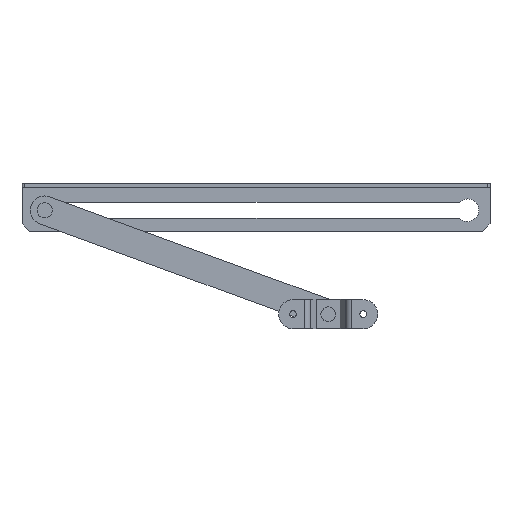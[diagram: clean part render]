
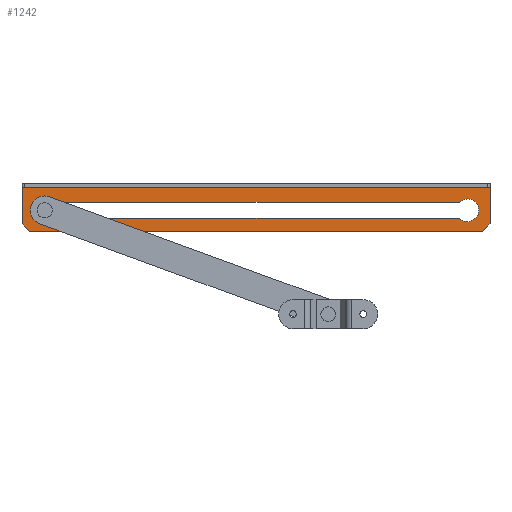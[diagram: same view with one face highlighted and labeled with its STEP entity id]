
A CAD part, front view. The second image highlights one B-rep face of the part: STEP entity #1242.
In plain terms, the highlighted face is planar.
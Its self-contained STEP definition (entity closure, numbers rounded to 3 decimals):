
#79=LINE('',#1937,#157);
#83=LINE('',#1949,#161);
#91=LINE('',#1973,#169);
#94=LINE('',#1983,#172);
#99=LINE('',#1993,#177);
#102=LINE('',#1999,#180);
#105=LINE('',#2005,#183);
#109=LINE('',#2011,#187);
#157=VECTOR('',#1521,269.288);
#161=VECTOR('',#1533,269.288);
#169=VECTOR('',#1557,310.);
#172=VECTOR('',#1568,24.);
#177=VECTOR('',#1575,7.071);
#180=VECTOR('',#1580,300.);
#183=VECTOR('',#1585,7.071);
#187=VECTOR('',#1591,24.);
#243=PLANE('',#1352);
#321=FACE_BOUND('',#477,.T.);
#380=FACE_OUTER_BOUND('',#476,.T.);
#476=EDGE_LOOP('',(#997,#998,#999,#1000,#1001,#1002));
#477=EDGE_LOOP('',(#1003,#1004,#1005,#1006));
#589=CIRCLE('',#1333,7.5);
#591=CIRCLE('',#1337,7.5);
#661=VERTEX_POINT('',#1934);
#662=VERTEX_POINT('',#1936);
#664=VERTEX_POINT('',#1942);
#666=VERTEX_POINT('',#1948);
#673=VERTEX_POINT('',#1970);
#674=VERTEX_POINT('',#1972);
#677=VERTEX_POINT('',#1982);
#681=VERTEX_POINT('',#1992);
#683=VERTEX_POINT('',#1998);
#685=VERTEX_POINT('',#2004);
#776=EDGE_CURVE('',#662,#661,#79,.T.);
#779=EDGE_CURVE('',#664,#662,#589,.T.);
#782=EDGE_CURVE('',#666,#664,#83,.T.);
#785=EDGE_CURVE('',#661,#666,#591,.T.);
#794=EDGE_CURVE('',#674,#673,#91,.T.);
#799=EDGE_CURVE('',#677,#674,#94,.T.);
#804=EDGE_CURVE('',#681,#677,#99,.T.);
#807=EDGE_CURVE('',#683,#681,#102,.T.);
#810=EDGE_CURVE('',#685,#683,#105,.T.);
#814=EDGE_CURVE('',#673,#685,#109,.T.);
#997=ORIENTED_EDGE('',*,*,#794,.T.);
#998=ORIENTED_EDGE('',*,*,#814,.T.);
#999=ORIENTED_EDGE('',*,*,#810,.T.);
#1000=ORIENTED_EDGE('',*,*,#807,.T.);
#1001=ORIENTED_EDGE('',*,*,#804,.T.);
#1002=ORIENTED_EDGE('',*,*,#799,.T.);
#1003=ORIENTED_EDGE('',*,*,#782,.T.);
#1004=ORIENTED_EDGE('',*,*,#779,.T.);
#1005=ORIENTED_EDGE('',*,*,#776,.T.);
#1006=ORIENTED_EDGE('',*,*,#785,.T.);
#1242=ADVANCED_FACE('',(#380,#321),#243,.T.);
#1333=AXIS2_PLACEMENT_3D('',#1943,#1527,#1528);
#1337=AXIS2_PLACEMENT_3D('',#1953,#1539,#1540);
#1352=AXIS2_PLACEMENT_3D('',#2014,#1595,#1596);
#1521=DIRECTION('',(-1.,0.,0.));
#1527=DIRECTION('center_axis',(0.,-1.,0.));
#1528=DIRECTION('ref_axis',(1.,0.,0.));
#1533=DIRECTION('',(1.,0.,0.));
#1539=DIRECTION('center_axis',(0.,-1.,0.));
#1540=DIRECTION('ref_axis',(1.,0.,0.));
#1557=DIRECTION('',(-1.,0.,0.));
#1568=DIRECTION('',(0.,0.,-1.));
#1575=DIRECTION('',(0.707,0.,-0.707));
#1580=DIRECTION('',(1.,0.,0.));
#1585=DIRECTION('',(0.707,0.,0.707));
#1591=DIRECTION('',(0.,0.,1.));
#1595=DIRECTION('center_axis',(0.,1.,0.));
#1596=DIRECTION('ref_axis',(0.,0.,1.));
#1934=CARTESIAN_POINT('',(-289.644,3.,23.25));
#1936=CARTESIAN_POINT('',(-20.356,3.,23.25));
#1937=CARTESIAN_POINT('',(-87.678,3.,23.25));
#1942=CARTESIAN_POINT('',(-20.356,3.,12.75));
#1943=CARTESIAN_POINT('Origin',(-15.,3.,18.));
#1948=CARTESIAN_POINT('',(-289.644,3.,12.75));
#1949=CARTESIAN_POINT('',(-222.322,3.,12.75));
#1953=CARTESIAN_POINT('Origin',(-295.,3.,18.));
#1970=CARTESIAN_POINT('',(-310.,3.,3.));
#1972=CARTESIAN_POINT('',(0.,3.,3.));
#1973=CARTESIAN_POINT('',(-232.5,3.,3.));
#1982=CARTESIAN_POINT('',(0.,3.,27.));
#1983=CARTESIAN_POINT('',(0.,3.,27.));
#1992=CARTESIAN_POINT('',(-5.,3.,32.));
#1993=CARTESIAN_POINT('',(-5.,3.,32.));
#1998=CARTESIAN_POINT('',(-305.,3.,32.));
#1999=CARTESIAN_POINT('',(-305.,3.,32.));
#2004=CARTESIAN_POINT('',(-310.,3.,27.));
#2005=CARTESIAN_POINT('',(-310.,3.,27.));
#2011=CARTESIAN_POINT('',(-310.,3.,0.));
#2014=CARTESIAN_POINT('Origin',(-155.,3.,15.847));
